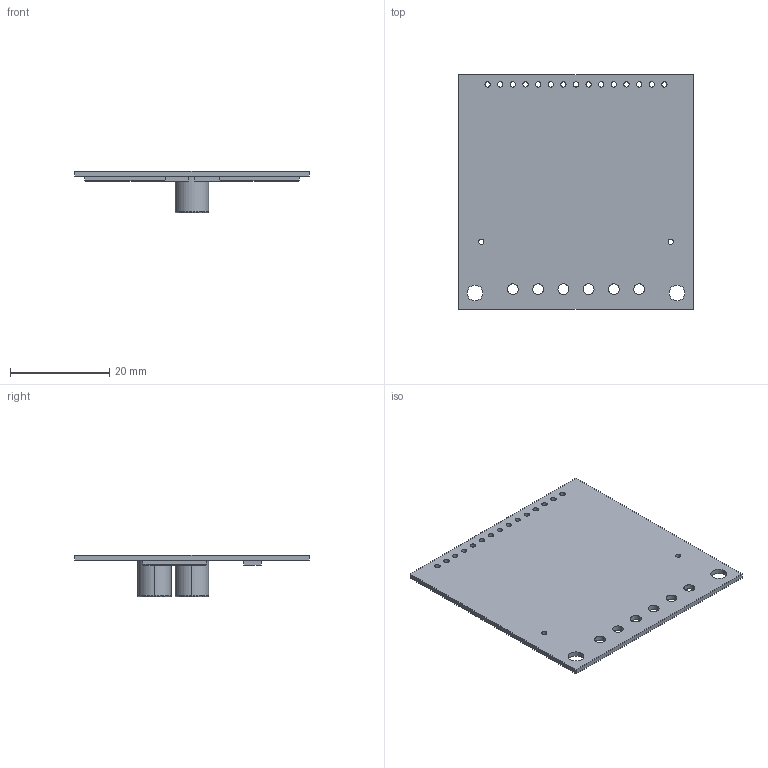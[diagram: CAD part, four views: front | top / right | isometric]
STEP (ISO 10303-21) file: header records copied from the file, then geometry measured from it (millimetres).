
FILE_DESCRIPTION (( 'STEP AP214' ), '1' );
FILE_NAME ('Part2.STEP', '2017-06-17T20:39:36', ( '' ), ( '' ), 'SwSTEP 2.0', 'SolidWorks 2016', '' );
FILE_SCHEMA (( 'AUTOMOTIVE_DESIGN' ));
Length unit declared in the file: inch
Products named in the file (1): Part2
Bounding box: 47.24 x 47.24 x 8.42 mm (x, y, z)
Volume: 3181.4 mm3; surface area: 5123.9 mm2
Topology: 1 solids, 1 shells, 169 faces, 396 edges, 260 vertices
Faces by surface type: cylinder 112, plane 53, torus 4
Entity records: 7189 total; most frequent: DIRECTION 944, CARTESIAN_POINT 850, ORIENTED_EDGE 792, EDGE_CURVE 396, AXIS2_PLACEMENT_3D 386, VERTEX_POINT 260, EDGE_LOOP 250, CIRCLE 216
